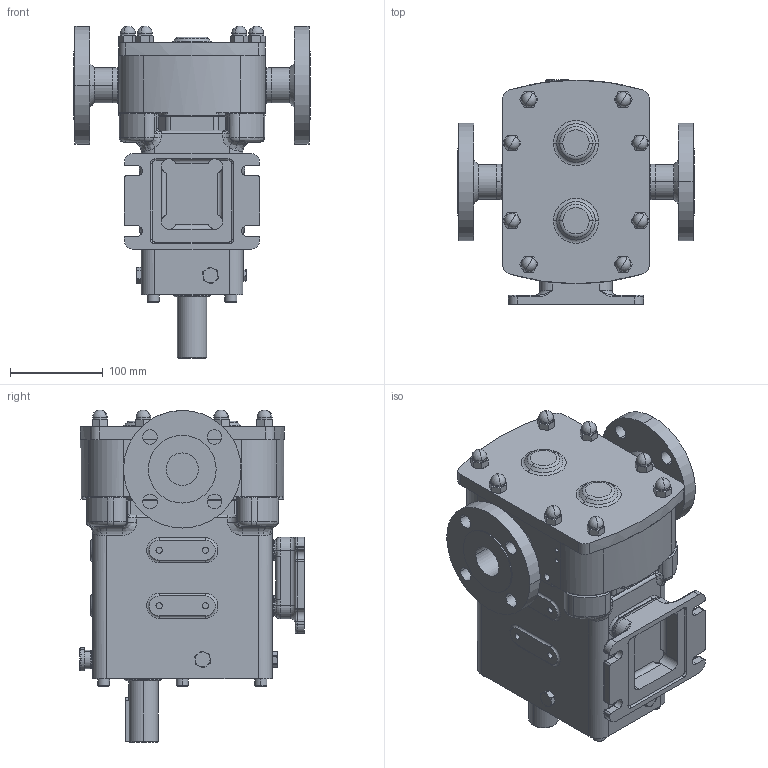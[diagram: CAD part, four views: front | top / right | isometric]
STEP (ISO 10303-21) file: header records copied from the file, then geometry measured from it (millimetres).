
FILE_DESCRIPTION (( 'STEP AP214' ), '1' );
FILE_NAME ('GA4427.STEP', '2024-11-06T21:45:57', ( '' ), ( '' ), 'SwSTEP 2.0', 'SolidWorks 2023', '' );
FILE_SCHEMA (( 'AUTOMOTIVE_DESIGN' ));
Length unit declared in the file: millimetre
Products named in the file (3): Copy of R0300 CPP H TSD^GA4427; GA4427; Copy of Z94-5301-22 - 1.5 INCH ASA 150^GA4427
Assembly tree (3 placements, depth 2):
  GA4427
    Copy of R0300 CPP H TSD^GA4427
    Copy of Z94-5301-22 - 1.5 INCH ASA 150^GA4427  x2
Bounding box: 256 x 243 x 358.7 mm (x, y, z)
Volume: 7331730.5 mm3; surface area: 432355.2 mm2
Topology: 3 solids, 7 shells, 975 faces, 2348 edges, 1405 vertices
Faces by surface type: cylinder 326, plane 306, cone 153, torus 112, bspline 54, sphere 24
Entity records: 30440 total; most frequent: CARTESIAN_POINT 8549, DIRECTION 4780, ORIENTED_EDGE 4452, EDGE_CURVE 2226, AXIS2_PLACEMENT_3D 1950, VERTEX_POINT 1355, CIRCLE 1045, EDGE_LOOP 1043
